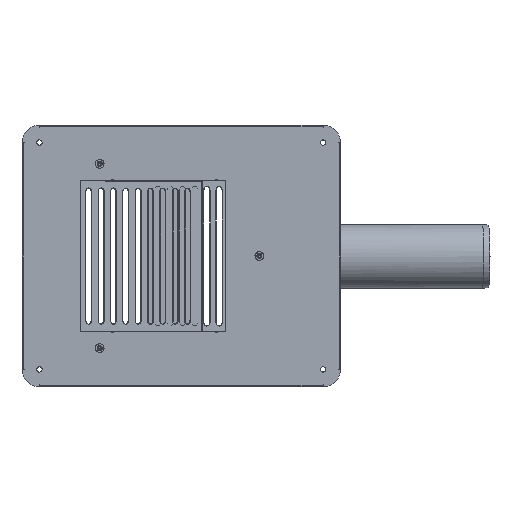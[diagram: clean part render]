
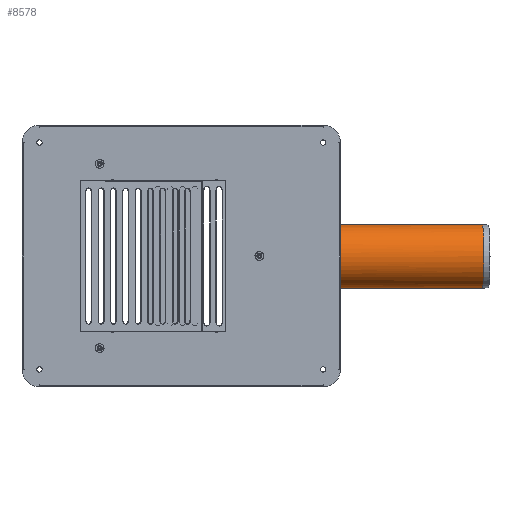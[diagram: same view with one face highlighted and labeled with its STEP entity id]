
A CAD part, top view. The second image highlights one B-rep face of the part: STEP entity #8578.
In plain terms, the highlighted cylindrical face has radius 365 mm (diameter 730 mm), a full revolution.
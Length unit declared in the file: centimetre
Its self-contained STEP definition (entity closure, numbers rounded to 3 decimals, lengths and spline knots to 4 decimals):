
#194=ELLIPSE('',#9301,36.5501,36.5);
#909=FACE_OUTER_BOUND('',#1463,.T.);
#1463=EDGE_LOOP('',(#8001,#8002,#8003,#8004));
#2385=LINE('',#14136,#3307);
#3307=VECTOR('',#11689,36.5);
#3580=CIRCLE('',#9305,36.5);
#4369=VERTEX_POINT('',#14115);
#4372=VERTEX_POINT('',#14122);
#5574=EDGE_CURVE('',#4369,#4369,#194,.T.);
#5578=EDGE_CURVE('',#4372,#4372,#3580,.T.);
#5584=EDGE_CURVE('',#4372,#4369,#2385,.T.);
#8001=ORIENTED_EDGE('',*,*,#5578,.F.);
#8002=ORIENTED_EDGE('',*,*,#5584,.T.);
#8003=ORIENTED_EDGE('',*,*,#5574,.T.);
#8004=ORIENTED_EDGE('',*,*,#5584,.F.);
#8147=CYLINDRICAL_SURFACE('',#9311,36.5);
#8578=ADVANCED_FACE('',(#909),#8147,.T.);
#9301=AXIS2_PLACEMENT_3D('',#14116,#11663,#11664);
#9305=AXIS2_PLACEMENT_3D('',#14124,#11672,#11673);
#9311=AXIS2_PLACEMENT_3D('',#14135,#11687,#11688);
#11663=DIRECTION('center_axis',(1.,0.,0.));
#11664=DIRECTION('ref_axis',(0.,0.,
1.));
#11672=DIRECTION('center_axis',(0.999,0.,
-0.052));
#11673=DIRECTION('ref_axis',(0.052,0.,0.999));
#11687=DIRECTION('center_axis',(0.999,0.,
-0.052));
#11688=DIRECTION('ref_axis',(0.052,0.,0.999));
#11689=DIRECTION('',(-0.999,0.,0.052));
#14115=CARTESIAN_POINT('',(0.9999,0.,2.5358));
#14116=CARTESIAN_POINT('Origin',(0.9999,0.,
39.0859));
#14122=CARTESIAN_POINT('',(162.0992,0.,-5.9071));
#14124=CARTESIAN_POINT('Origin',(164.0095,0.,
30.5429));
#14135=CARTESIAN_POINT('Origin',(162.5115,0.,
30.6214));
#14136=CARTESIAN_POINT('',(160.6013,0.,-5.8286));
